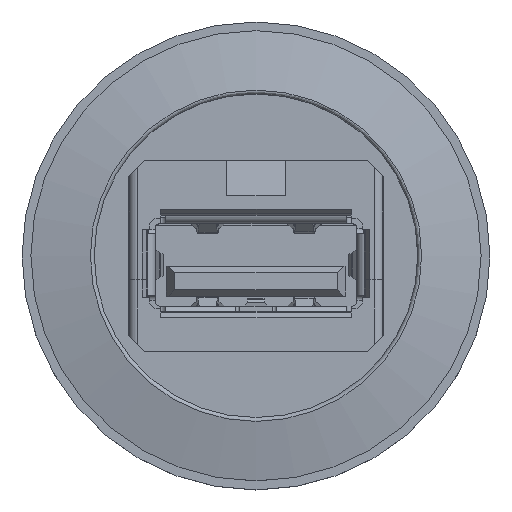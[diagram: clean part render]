
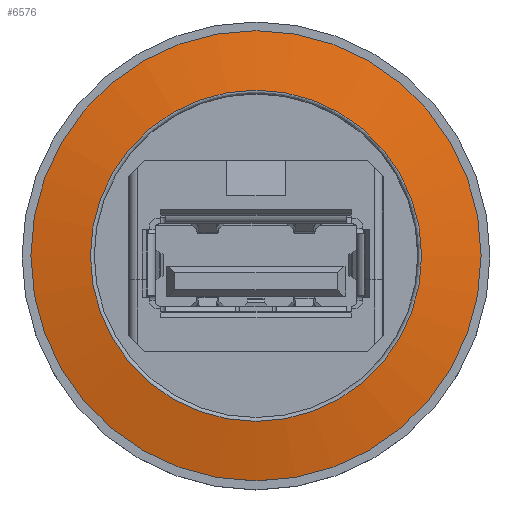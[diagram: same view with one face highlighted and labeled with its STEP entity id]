
A CAD part, top view. The second image highlights one B-rep face of the part: STEP entity #6576.
In plain terms, the highlighted conical face has half-angle 78.5 degrees and reference radius 10.265 mm.
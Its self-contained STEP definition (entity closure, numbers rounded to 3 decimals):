
#3855=CONICAL_SURFACE('',#30728,10.265,78.5);
#4191=FACE_BOUND('',#9273,.T.);
#4192=FACE_BOUND('',#9274,.T.);
#6576=ADVANCED_FACE('',(#4191,#4192),#3855,.T.);
#9273=EDGE_LOOP('',(#21978));
#9274=EDGE_LOOP('',(#21979));
#21978=ORIENTED_EDGE('',*,*,#28502,.T.);
#21979=ORIENTED_EDGE('',*,*,#28503,.T.);
#24891=VERTEX_POINT('',#46842);
#24892=VERTEX_POINT('',#46845);
#28502=EDGE_CURVE('',#24891,#24891,#29125,.T.);
#28503=EDGE_CURVE('',#24892,#24892,#29126,.T.);
#29125=CIRCLE('',#30725,13.95);
#29126=CIRCLE('',#30727,10.265);
#30725=AXIS2_PLACEMENT_3D('',#46841,#36528,#36529);
#30727=AXIS2_PLACEMENT_3D('',#46844,#36532,#36533);
#30728=AXIS2_PLACEMENT_3D('',#46846,#36534,#36535);
#36528=DIRECTION('',(0.,0.,1.));
#36529=DIRECTION('',(0.,1.,0.));
#36532=DIRECTION('',(0.,0.,-1.));
#36533=DIRECTION('',(0.,1.,0.));
#36534=DIRECTION('',(0.,0.,-1.));
#36535=DIRECTION('',(0.,1.,0.));
#46841=CARTESIAN_POINT('',(0.,35.925,43.412));
#46842=CARTESIAN_POINT('',(0.,49.875,43.412));
#46844=CARTESIAN_POINT('',(0.,35.925,44.162));
#46845=CARTESIAN_POINT('',(0.,46.19,44.162));
#46846=CARTESIAN_POINT('',(0.,35.925,44.162));
